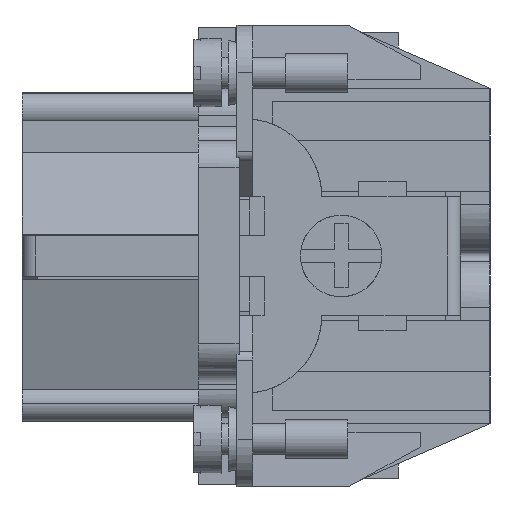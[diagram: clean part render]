
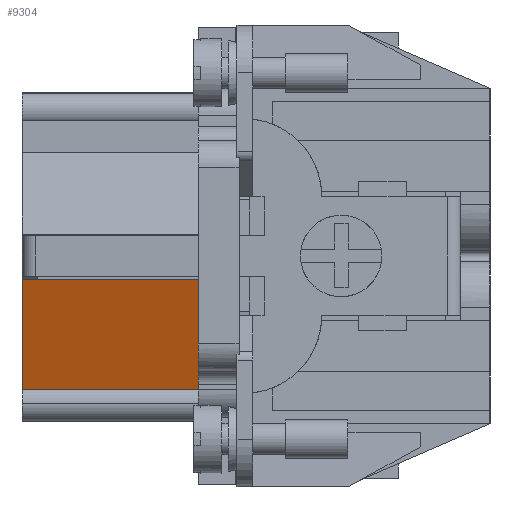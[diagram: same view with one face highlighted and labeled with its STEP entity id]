
A CAD part, left-side view. The second image highlights one B-rep face of the part: STEP entity #9304.
In plain terms, the highlighted planar face has unit normal (-0.941, 0, -0.338).
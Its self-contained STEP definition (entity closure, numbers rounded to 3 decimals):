
#485 = CARTESIAN_POINT ( 'NONE',  ( -45.185, 34.14, -1.708 ) ) ;
#488 = CARTESIAN_POINT ( 'NONE',  ( -45.185, 21.14, -1.708 ) ) ;
#496 = CARTESIAN_POINT ( 'NONE',  ( -42.251, 34.14, -9.878 ) ) ;
#499 = CARTESIAN_POINT ( 'NONE',  ( -42.251, 21.14, -9.878 ) ) ;
#4458 = FACE_OUTER_BOUND ( 'NONE', #15674, .T. ) ;
#7245 = LINE ( 'NONE', #19861, #42662 ) ;
#7248 = LINE ( 'NONE', #19854, #42657 ) ;
#7249 = LINE ( 'NONE', #19852, #42655 ) ;
#7250 = LINE ( 'NONE', #19850, #42653 ) ;
#9304 = ADVANCED_FACE ( 'NONE', ( #4458 ), #28843, .F. ) ;
#15674 = EDGE_LOOP ( 'NONE', ( #41433, #41430, #41431, #41429 ) ) ;
#19849 = DIRECTION ( 'NONE',  ( -0.338, 0., 0.941 ) ) ;
#19850 = CARTESIAN_POINT ( 'NONE',  ( -42.251, 34.14, -9.878 ) ) ;
#19851 = DIRECTION ( 'NONE',  ( -0.338, 0., 0.941 ) ) ;
#19852 = CARTESIAN_POINT ( 'NONE',  ( -42.251, 21.14, -9.878 ) ) ;
#19853 = DIRECTION ( 'NONE',  ( 0., -1., 0. ) ) ;
#19854 = CARTESIAN_POINT ( 'NONE',  ( -45.185, 34.14, -1.708 ) ) ;
#19860 = DIRECTION ( 'NONE',  ( 0., -1., 0. ) ) ;
#19861 = CARTESIAN_POINT ( 'NONE',  ( -42.251, 34.14, -9.878 ) ) ;
#21419 = VERTEX_POINT ( 'NONE', #499 ) ;
#21420 = VERTEX_POINT ( 'NONE', #496 ) ;
#21422 = VERTEX_POINT ( 'NONE', #488 ) ;
#21423 = VERTEX_POINT ( 'NONE', #485 ) ;
#28840 = DIRECTION ( 'NONE',  ( 0.338, 0., -0.941 ) ) ;
#28841 = DIRECTION ( 'NONE',  ( 0.941, 0., 0.338 ) ) ;
#28842 = CARTESIAN_POINT ( 'NONE',  ( -42.251, 34.14, -9.878 ) ) ;
#28843 = PLANE ( 'NONE',  #35789 ) ;
#35789 = AXIS2_PLACEMENT_3D ( 'NONE', #28842, #28841, #28840 ) ;
#41429 = ORIENTED_EDGE ( 'NONE', *, *, #49491, .T. ) ;
#41430 = ORIENTED_EDGE ( 'NONE', *, *, #49494, .F. ) ;
#41431 = ORIENTED_EDGE ( 'NONE', *, *, #49496, .F. ) ;
#41433 = ORIENTED_EDGE ( 'NONE', *, *, #49495, .T. ) ;
#42653 = VECTOR ( 'NONE', #19849, 1000. ) ;
#42655 = VECTOR ( 'NONE', #19851, 1000. ) ;
#42657 = VECTOR ( 'NONE', #19853, 1000. ) ;
#42662 = VECTOR ( 'NONE', #19860, 1000. ) ;
#49491 = EDGE_CURVE ( 'NONE', #21420, #21419, #7245, .T. ) ;
#49494 = EDGE_CURVE ( 'NONE', #21423, #21422, #7248, .T. ) ;
#49495 = EDGE_CURVE ( 'NONE', #21419, #21422, #7249, .T. ) ;
#49496 = EDGE_CURVE ( 'NONE', #21420, #21423, #7250, .T. ) ;
